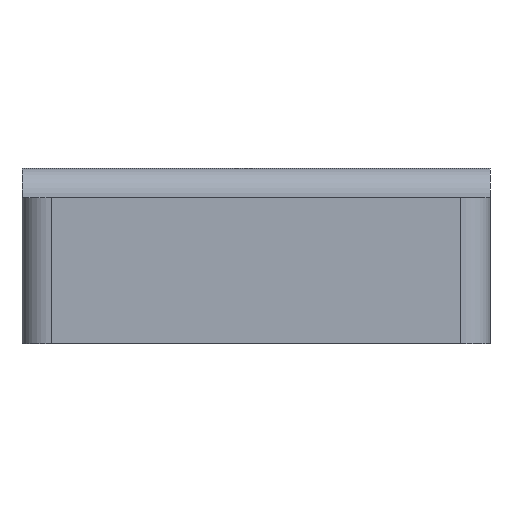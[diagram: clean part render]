
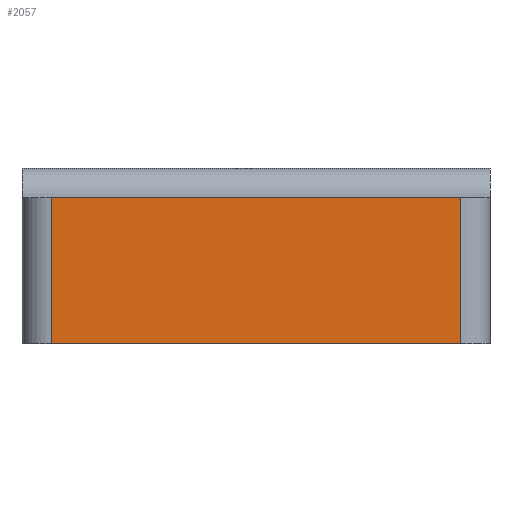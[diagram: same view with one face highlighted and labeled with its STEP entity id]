
A CAD part, left-side view. The second image highlights one B-rep face of the part: STEP entity #2057.
In plain terms, the highlighted planar face has unit normal (-1, 0, 0).
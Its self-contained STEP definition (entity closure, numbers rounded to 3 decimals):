
#155 = DIRECTION ( 'NONE',  ( 0., -1., 0. ) ) ;
#254 = PLANE ( 'NONE',  #3048 ) ;
#1552 = DIRECTION ( 'NONE',  ( 0., 0., -1. ) ) ;
#1706 = CARTESIAN_POINT ( 'NONE',  ( -1.6, -0.7, -0.1 ) ) ;
#1732 = DIRECTION ( 'NONE',  ( 0., 0., 1. ) ) ;
#1766 = EDGE_CURVE ( 'NONE', #4724, #6107, #5627, .T. ) ;
#1791 = LINE ( 'NONE', #7943, #8768 ) ;
#2057 = ADVANCED_FACE ( 'NONE', ( #7380 ), #254, .T. ) ;
#2949 = CARTESIAN_POINT ( 'NONE',  ( -1.6, -0.7, -0.6 ) ) ;
#3048 = AXIS2_PLACEMENT_3D ( 'NONE', #8591, #3942, #11575 ) ;
#3430 = LINE ( 'NONE', #9835, #11500 ) ;
#3534 = ORIENTED_EDGE ( 'NONE', *, *, #8980, .T. ) ;
#3942 = DIRECTION ( 'NONE',  ( -1., 0., 0. ) ) ;
#4724 = VERTEX_POINT ( 'NONE', #11577 ) ;
#5627 = LINE ( 'NONE', #9320, #10177 ) ;
#6107 = VERTEX_POINT ( 'NONE', #1706 ) ;
#6997 = LINE ( 'NONE', #11750, #7775 ) ;
#7330 = ORIENTED_EDGE ( 'NONE', *, *, #1766, .F. ) ;
#7380 = FACE_OUTER_BOUND ( 'NONE', #7752, .T. ) ;
#7409 = EDGE_CURVE ( 'NONE', #11225, #6107, #3430, .T. ) ;
#7435 = EDGE_CURVE ( 'NONE', #4724, #11588, #1791, .T. ) ;
#7752 = EDGE_LOOP ( 'NONE', ( #3534, #7998, #7330, #8826 ) ) ;
#7775 = VECTOR ( 'NONE', #11812, 1000. ) ;
#7943 = CARTESIAN_POINT ( 'NONE',  ( -1.6, 0.7, -0.6 ) ) ;
#7998 = ORIENTED_EDGE ( 'NONE', *, *, #7409, .T. ) ;
#8183 = CARTESIAN_POINT ( 'NONE',  ( -1.6, 0.7, -0.6 ) ) ;
#8591 = CARTESIAN_POINT ( 'NONE',  ( -1.6, 0.8, -0.6 ) ) ;
#8768 = VECTOR ( 'NONE', #1552, 1000. ) ;
#8826 = ORIENTED_EDGE ( 'NONE', *, *, #7435, .T. ) ;
#8980 = EDGE_CURVE ( 'NONE', #11588, #11225, #6997, .T. ) ;
#9320 = CARTESIAN_POINT ( 'NONE',  ( -1.6, 0.8, -0.1 ) ) ;
#9835 = CARTESIAN_POINT ( 'NONE',  ( -1.6, -0.7, -0.6 ) ) ;
#10177 = VECTOR ( 'NONE', #155, 1000. ) ;
#11225 = VERTEX_POINT ( 'NONE', #2949 ) ;
#11500 = VECTOR ( 'NONE', #1732, 1000. ) ;
#11575 = DIRECTION ( 'NONE',  ( 0., -1., 0. ) ) ;
#11577 = CARTESIAN_POINT ( 'NONE',  ( -1.6, 0.7, -0.1 ) ) ;
#11588 = VERTEX_POINT ( 'NONE', #8183 ) ;
#11750 = CARTESIAN_POINT ( 'NONE',  ( -1.6, 0.8, -0.6 ) ) ;
#11812 = DIRECTION ( 'NONE',  ( 0., -1., 0. ) ) ;
